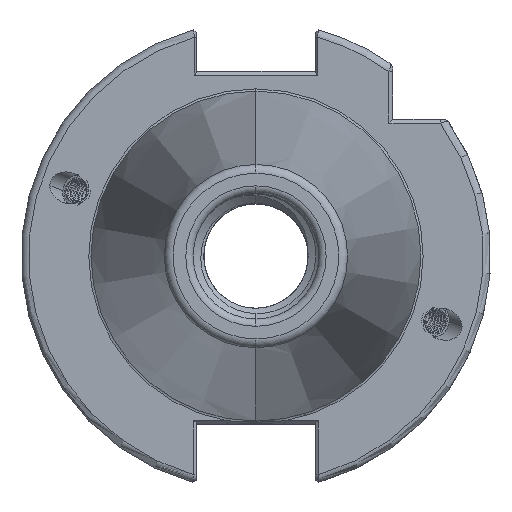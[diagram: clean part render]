
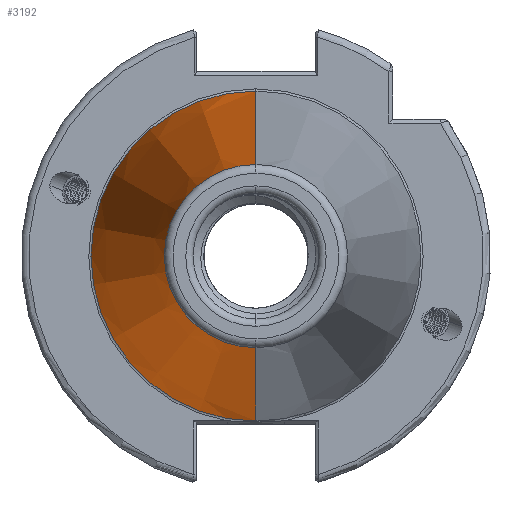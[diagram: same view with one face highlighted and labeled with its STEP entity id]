
A CAD part, left-side view. The second image highlights one B-rep face of the part: STEP entity #3192.
In plain terms, the highlighted conical face has half-angle 8.297 degrees and reference radius 22.692 mm.
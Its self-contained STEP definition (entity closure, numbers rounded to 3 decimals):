
#53 = CONICAL_SURFACE ( 'NONE', #17081, 22.692, 0.145 ) ;
#221 = CIRCLE ( 'NONE', #10151, 12.4 ) ;
#226 = CIRCLE ( 'NONE', #10169, 22.327 ) ;
#3192 = ADVANCED_FACE ( 'NONE', ( #17082 ), #53, .T. ) ;
#9309 = CARTESIAN_POINT ( 'NONE',  ( 0., 0., 0. ) ) ;
#9310 = DIRECTION ( 'NONE',  ( 1., 0., 0. ) ) ;
#9311 = DIRECTION ( 'NONE',  ( 0., 0., -1. ) ) ;
#9534 = CARTESIAN_POINT ( 'NONE',  ( -70.573, 0., 0. ) ) ;
#9535 = DIRECTION ( 'NONE',  ( 1., 0., 0. ) ) ;
#9536 = DIRECTION ( 'NONE',  ( 0., 0., 1. ) ) ;
#9558 = CARTESIAN_POINT ( 'NONE',  ( -2.5, 0., 0. ) ) ;
#9562 = LINE ( 'NONE', #9563, #10174 ) ;
#9563 = CARTESIAN_POINT ( 'NONE',  ( 0., 0., 22.692 ) ) ;
#9564 = DIRECTION ( 'NONE',  ( 0.99, 0., 0.144 ) ) ;
#9565 = DIRECTION ( 'NONE',  ( 1., 0., 0. ) ) ;
#9566 = DIRECTION ( 'NONE',  ( 0., 0., -1. ) ) ;
#9568 = LINE ( 'NONE', #9569, #10176 ) ;
#9569 = CARTESIAN_POINT ( 'NONE',  ( 0., 0., -22.692 ) ) ;
#9570 = DIRECTION ( 'NONE',  ( 0.99, 0., -0.144 ) ) ;
#10151 = AXIS2_PLACEMENT_3D ( 'NONE', #9534, #9535, #9536 ) ;
#10169 = AXIS2_PLACEMENT_3D ( 'NONE', #9558, #9565, #9566 ) ;
#10174 = VECTOR ( 'NONE', #9564, 1000. ) ;
#10176 = VECTOR ( 'NONE', #9570, 1000. ) ;
#11085 = VERTEX_POINT ( 'NONE', #13218 ) ;
#11125 = VERTEX_POINT ( 'NONE', #13220 ) ;
#11392 = EDGE_LOOP ( 'NONE', ( #13595, #13593, #13594, #13592 ) ) ;
#13218 = CARTESIAN_POINT ( 'NONE',  ( -70.573, 0., -12.4 ) ) ;
#13220 = CARTESIAN_POINT ( 'NONE',  ( -70.573, 0., 12.4 ) ) ;
#13261 = CARTESIAN_POINT ( 'NONE',  ( -2.5, 0., 22.327 ) ) ;
#13262 = CARTESIAN_POINT ( 'NONE',  ( -2.5, 0., -22.327 ) ) ;
#13592 = ORIENTED_EDGE ( 'NONE', *, *, #16162, .F. ) ;
#13593 = ORIENTED_EDGE ( 'NONE', *, *, #16160, .T. ) ;
#13594 = ORIENTED_EDGE ( 'NONE', *, *, #16161, .F. ) ;
#13595 = ORIENTED_EDGE ( 'NONE', *, *, #16151, .T. ) ;
#14544 = VERTEX_POINT ( 'NONE', #13261 ) ;
#14545 = VERTEX_POINT ( 'NONE', #13262 ) ;
#16151 = EDGE_CURVE ( 'NONE', #11085, #11125, #221, .T. ) ;
#16160 = EDGE_CURVE ( 'NONE', #11125, #14544, #9562, .T. ) ;
#16161 = EDGE_CURVE ( 'NONE', #14545, #14544, #226, .T. ) ;
#16162 = EDGE_CURVE ( 'NONE', #11085, #14545, #9568, .T. ) ;
#17081 = AXIS2_PLACEMENT_3D ( 'NONE', #9309, #9310, #9311 ) ;
#17082 = FACE_OUTER_BOUND ( 'NONE', #11392, .T. ) ;
